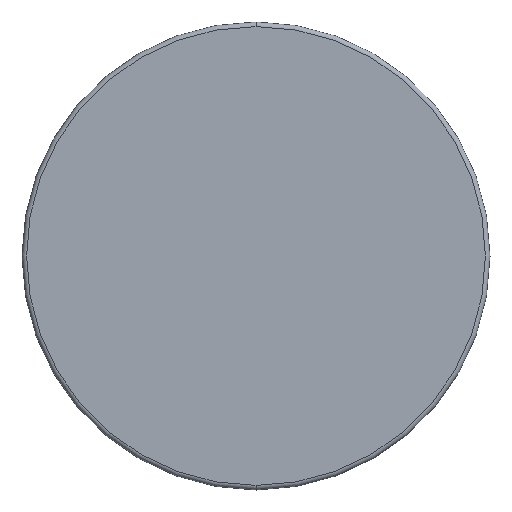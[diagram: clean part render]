
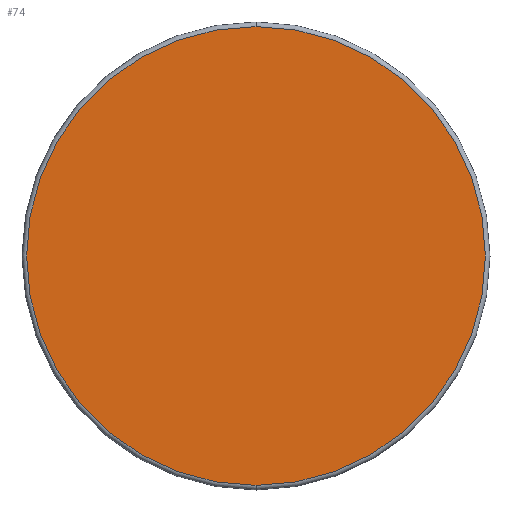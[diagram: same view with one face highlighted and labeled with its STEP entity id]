
A CAD part, front view. The second image highlights one B-rep face of the part: STEP entity #74.
In plain terms, the highlighted planar face has unit normal (0, -1, 0).
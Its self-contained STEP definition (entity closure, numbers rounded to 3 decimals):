
#8 = DIRECTION ( 'NONE',  ( 0., 0., -1. ) ) ;
#22 = AXIS2_PLACEMENT_3D ( 'NONE', #125, #249, #62 ) ;
#56 = FACE_OUTER_BOUND ( 'NONE', #90, .T. ) ;
#62 = DIRECTION ( 'NONE',  ( 0., 0., 1. ) ) ;
#66 = CARTESIAN_POINT ( 'NONE',  ( -25., 0., 0. ) ) ;
#67 = CIRCLE ( 'NONE', #22, 25. ) ;
#73 = VERTEX_POINT ( 'NONE', #265 ) ;
#74 = ADVANCED_FACE ( 'NONE', ( #56 ), #258, .T. ) ;
#83 = AXIS2_PLACEMENT_3D ( 'NONE', #66, #153, #8 ) ;
#90 = EDGE_LOOP ( 'NONE', ( #246, #114 ) ) ;
#106 = DIRECTION ( 'NONE',  ( 0., 1., 0. ) ) ;
#114 = ORIENTED_EDGE ( 'NONE', *, *, #256, .F. ) ;
#125 = CARTESIAN_POINT ( 'NONE',  ( 0., 0., 0. ) ) ;
#153 = DIRECTION ( 'NONE',  ( 0., -1., 0. ) ) ;
#155 = EDGE_CURVE ( 'NONE', #245, #73, #67, .T. ) ;
#163 = DIRECTION ( 'NONE',  ( 0., 0., 1. ) ) ;
#168 = CARTESIAN_POINT ( 'NONE',  ( 0., 0., 0. ) ) ;
#185 = AXIS2_PLACEMENT_3D ( 'NONE', #168, #106, #163 ) ;
#186 = CARTESIAN_POINT ( 'NONE',  ( 0., 0., 25. ) ) ;
#245 = VERTEX_POINT ( 'NONE', #186 ) ;
#246 = ORIENTED_EDGE ( 'NONE', *, *, #155, .F. ) ;
#249 = DIRECTION ( 'NONE',  ( 0., 1., 0. ) ) ;
#253 = CIRCLE ( 'NONE', #185, 25. ) ;
#256 = EDGE_CURVE ( 'NONE', #73, #245, #253, .T. ) ;
#258 = PLANE ( 'NONE',  #83 ) ;
#265 = CARTESIAN_POINT ( 'NONE',  ( 0., 0., -25. ) ) ;
